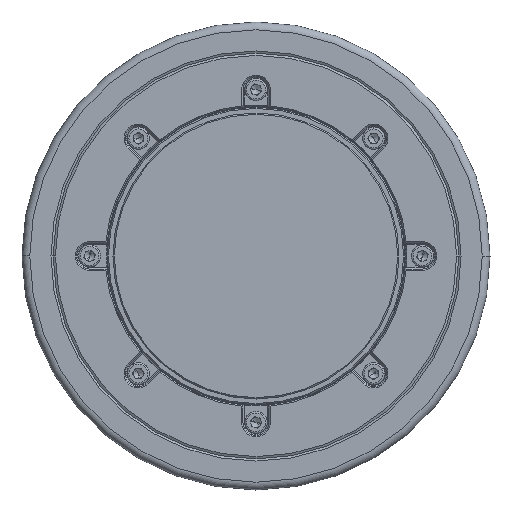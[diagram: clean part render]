
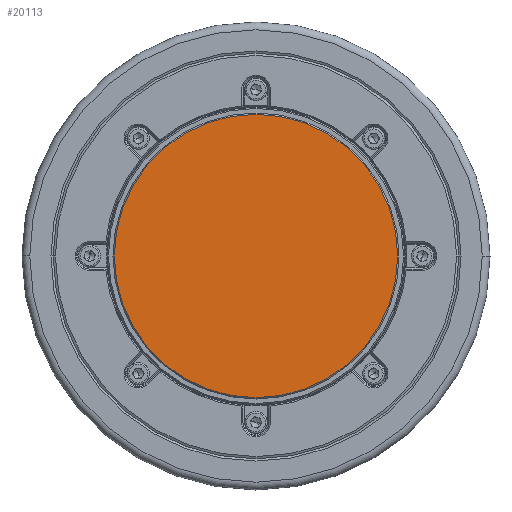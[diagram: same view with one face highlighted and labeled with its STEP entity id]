
A CAD part, left-side view. The second image highlights one B-rep face of the part: STEP entity #20113.
In plain terms, the highlighted planar face has unit normal (-1, 0, 0).
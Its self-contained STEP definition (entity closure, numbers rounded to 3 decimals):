
#1305 = AXIS2_PLACEMENT_3D ( 'NONE', #18747, #8768, #5728 ) ;
#3709 = CARTESIAN_POINT ( 'NONE',  ( 0., 0., 0. ) ) ;
#3806 = DIRECTION ( 'NONE',  ( 1., 0., 0. ) ) ;
#4783 = ORIENTED_EDGE ( 'NONE', *, *, #20006, .F. ) ;
#5728 = DIRECTION ( 'NONE',  ( 0., 0., -1. ) ) ;
#5926 = FACE_OUTER_BOUND ( 'NONE', #15356, .T. ) ;
#6170 = CIRCLE ( 'NONE', #1305, 54.5 ) ;
#7906 = AXIS2_PLACEMENT_3D ( 'NONE', #9190, #17655, #17556 ) ;
#8768 = DIRECTION ( 'NONE',  ( 1., 0., 0. ) ) ;
#9190 = CARTESIAN_POINT ( 'NONE',  ( 0., 0., 0. ) ) ;
#9292 = PLANE ( 'NONE',  #7906 ) ;
#9545 = VERTEX_POINT ( 'NONE', #10766 ) ;
#9558 = CARTESIAN_POINT ( 'NONE',  ( 0., 0., 54.5 ) ) ;
#9850 = EDGE_CURVE ( 'NONE', #12824, #9545, #13614, .T. ) ;
#10422 = DIRECTION ( 'NONE',  ( 0., 0., -1. ) ) ;
#10766 = CARTESIAN_POINT ( 'NONE',  ( 0., 0., -54.5 ) ) ;
#12824 = VERTEX_POINT ( 'NONE', #9558 ) ;
#13614 = CIRCLE ( 'NONE', #14309, 54.5 ) ;
#14309 = AXIS2_PLACEMENT_3D ( 'NONE', #3709, #3806, #10422 ) ;
#14539 = ORIENTED_EDGE ( 'NONE', *, *, #9850, .F. ) ;
#15356 = EDGE_LOOP ( 'NONE', ( #4783, #14539 ) ) ;
#17556 = DIRECTION ( 'NONE',  ( 0., 0., 1. ) ) ;
#17655 = DIRECTION ( 'NONE',  ( -1., 0., 0. ) ) ;
#18747 = CARTESIAN_POINT ( 'NONE',  ( 0., 0., 0. ) ) ;
#20006 = EDGE_CURVE ( 'NONE', #9545, #12824, #6170, .T. ) ;
#20113 = ADVANCED_FACE ( 'NONE', ( #5926 ), #9292, .T. ) ;
